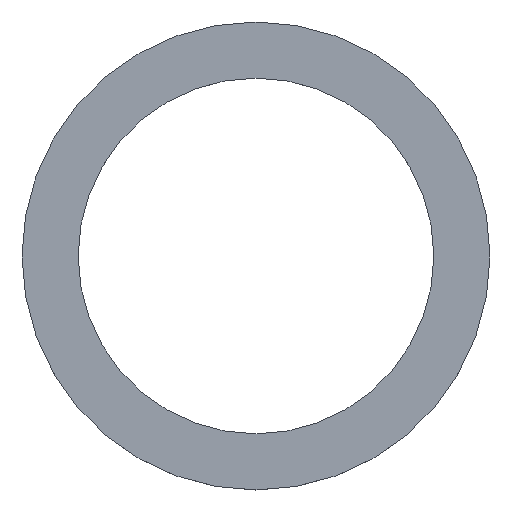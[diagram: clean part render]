
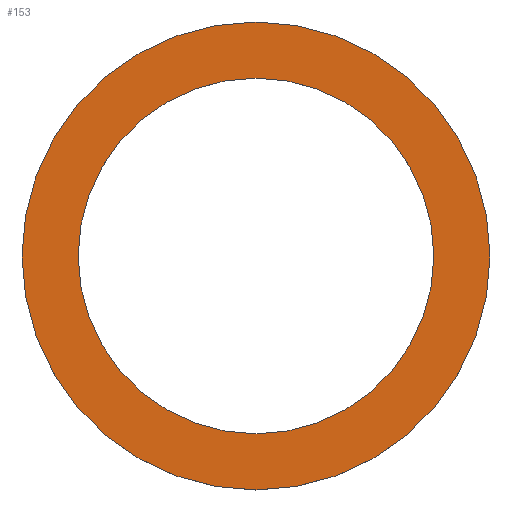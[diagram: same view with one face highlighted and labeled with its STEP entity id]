
A CAD part, top view. The second image highlights one B-rep face of the part: STEP entity #153.
In plain terms, the highlighted planar face has unit normal (0, 0, 1).
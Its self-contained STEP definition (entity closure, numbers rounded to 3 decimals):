
#6 = CARTESIAN_POINT ( 'NONE',  ( 18.3, 0., 0. ) ) ;
#7 = VERTEX_POINT ( 'NONE', #75 ) ;
#12 = CARTESIAN_POINT ( 'NONE',  ( 0., 0., 0. ) ) ;
#14 = DIRECTION ( 'NONE',  ( 1., 0., 0. ) ) ;
#15 = ORIENTED_EDGE ( 'NONE', *, *, #183, .T. ) ;
#17 = DIRECTION ( 'NONE',  ( 0., 0., 1. ) ) ;
#28 = FACE_OUTER_BOUND ( 'NONE', #141, .T. ) ;
#29 = AXIS2_PLACEMENT_3D ( 'NONE', #32, #136, #14 ) ;
#32 = CARTESIAN_POINT ( 'NONE',  ( 0., 0., 0. ) ) ;
#33 = ORIENTED_EDGE ( 'NONE', *, *, #210, .F. ) ;
#34 = PLANE ( 'NONE',  #63 ) ;
#44 = AXIS2_PLACEMENT_3D ( 'NONE', #12, #118, #132 ) ;
#58 = EDGE_LOOP ( 'NONE', ( #192, #33 ) ) ;
#59 = DIRECTION ( 'NONE',  ( 0., 0., 1. ) ) ;
#60 = EDGE_CURVE ( 'NONE', #7, #94, #182, .T. ) ;
#62 = VERTEX_POINT ( 'NONE', #107 ) ;
#63 = AXIS2_PLACEMENT_3D ( 'NONE', #190, #17, #138 ) ;
#66 = DIRECTION ( 'NONE',  ( 0., 0., 1. ) ) ;
#75 = CARTESIAN_POINT ( 'NONE',  ( -24.075, 0., 0. ) ) ;
#80 = CIRCLE ( 'NONE', #29, 24.075 ) ;
#90 = VERTEX_POINT ( 'NONE', #6 ) ;
#94 = VERTEX_POINT ( 'NONE', #209 ) ;
#107 = CARTESIAN_POINT ( 'NONE',  ( -18.3, 0., 0. ) ) ;
#112 = DIRECTION ( 'NONE',  ( 1., 0., 0. ) ) ;
#116 = EDGE_CURVE ( 'NONE', #90, #62, #203, .T. ) ;
#118 = DIRECTION ( 'NONE',  ( 0., 0., 1. ) ) ;
#121 = AXIS2_PLACEMENT_3D ( 'NONE', #126, #66, #174 ) ;
#125 = ORIENTED_EDGE ( 'NONE', *, *, #60, .T. ) ;
#126 = CARTESIAN_POINT ( 'NONE',  ( 0., 0., 0. ) ) ;
#132 = DIRECTION ( 'NONE',  ( 1., 0., 0. ) ) ;
#136 = DIRECTION ( 'NONE',  ( 0., 0., 1. ) ) ;
#138 = DIRECTION ( 'NONE',  ( 1., 0., 0. ) ) ;
#141 = EDGE_LOOP ( 'NONE', ( #15, #125 ) ) ;
#148 = CIRCLE ( 'NONE', #44, 18.3 ) ;
#153 = ADVANCED_FACE ( 'NONE', ( #207, #28 ), #34, .T. ) ;
#159 = CARTESIAN_POINT ( 'NONE',  ( 0., 0., 0. ) ) ;
#167 = AXIS2_PLACEMENT_3D ( 'NONE', #159, #59, #112 ) ;
#174 = DIRECTION ( 'NONE',  ( 1., 0., 0. ) ) ;
#182 = CIRCLE ( 'NONE', #167, 24.075 ) ;
#183 = EDGE_CURVE ( 'NONE', #94, #7, #80, .T. ) ;
#190 = CARTESIAN_POINT ( 'NONE',  ( 0., 0., 0. ) ) ;
#192 = ORIENTED_EDGE ( 'NONE', *, *, #116, .F. ) ;
#203 = CIRCLE ( 'NONE', #121, 18.3 ) ;
#207 = FACE_BOUND ( 'NONE', #58, .T. ) ;
#209 = CARTESIAN_POINT ( 'NONE',  ( 24.075, 0., 0. ) ) ;
#210 = EDGE_CURVE ( 'NONE', #62, #90, #148, .T. ) ;
